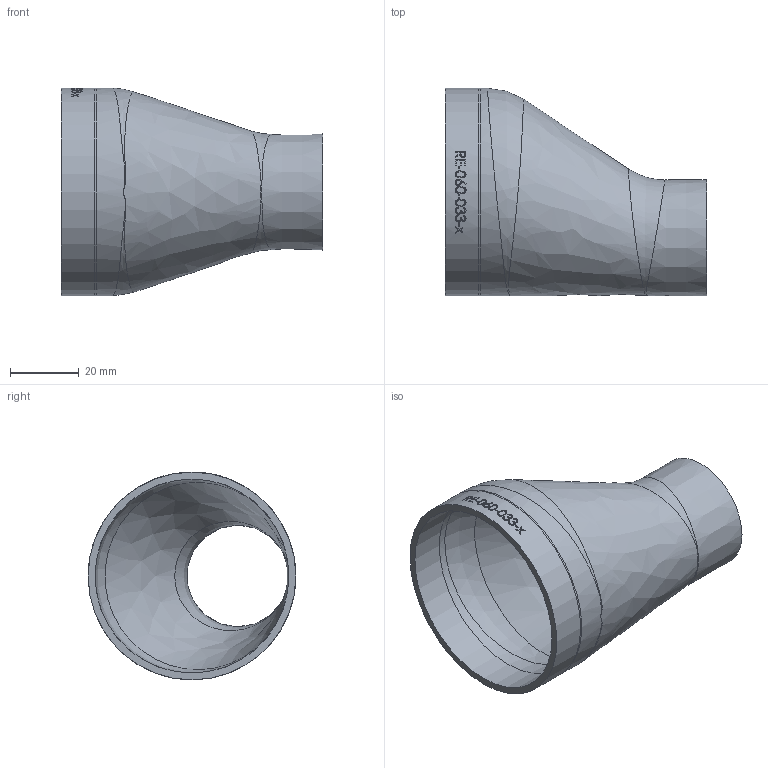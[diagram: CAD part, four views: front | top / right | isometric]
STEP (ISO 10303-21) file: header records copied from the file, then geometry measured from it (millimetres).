
FILE_DESCRIPTION (( 'STEP AP214' ), '1' );
FILE_NAME ('RE-060-033-x Reduzierung Exzenter 60,3x33,7x2,0x2,0 BL76 1909.STEP', '2019-09-19T12:16:00', ( '' ), ( '' ), 'SwSTEP 2.0', 'SolidWorks 2016', '' );
FILE_SCHEMA (( 'AUTOMOTIVE_DESIGN' ));
Length unit declared in the file: millimetre
Products named in the file (1): RE-060-033-x Reduzierung Exzenter 60,3x33,7x2,0x2,0 BL76 1909
Bounding box: 76 x 60.3 x 60.3 mm (x, y, z)
Volume: 25875 mm3; surface area: 22967.5 mm2
Topology: 1 solids, 1 shells, 157 faces, 416 edges, 277 vertices
Faces by surface type: bspline 89, plane 44, cylinder 19, cone 4, torus 1
Full cylindrical faces by diameter (mm): 56.3 x1, 60.3 x1
Entity records: 20345 total; most frequent: CARTESIAN_POINT 15783, ORIENTED_EDGE 780, EDGE_CURVE 390, DIRECTION 315, B_SPLINE_CURVE_WITH_KNOTS 270, VERTEX_POINT 265, EDGE_LOOP 189, FACE_OUTER_BOUND 166
